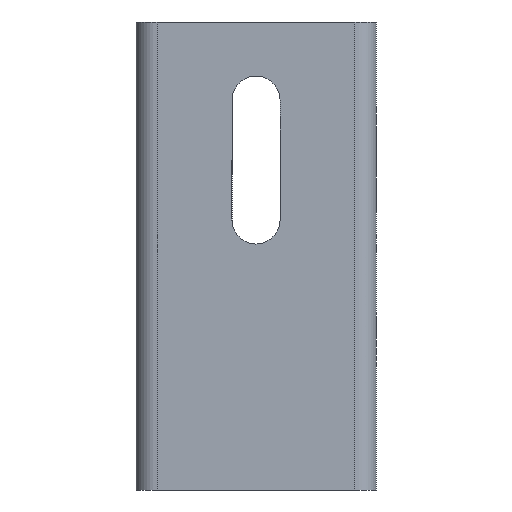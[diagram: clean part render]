
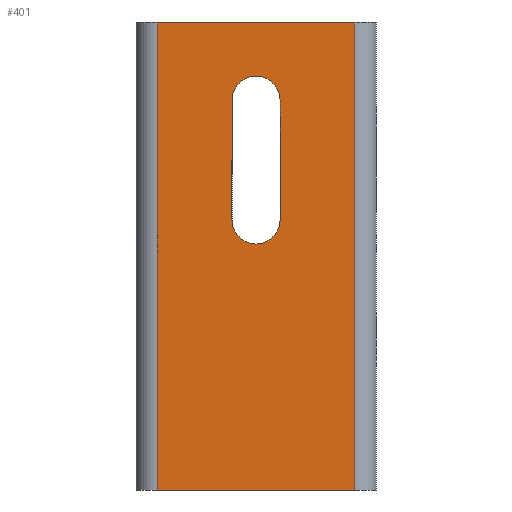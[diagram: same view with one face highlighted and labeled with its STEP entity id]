
A CAD part, left-side view. The second image highlights one B-rep face of the part: STEP entity #401.
In plain terms, the highlighted planar face has unit normal (-1, 0, 0).
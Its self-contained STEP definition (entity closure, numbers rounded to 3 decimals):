
#42 = CIRCLE ( 'NONE', #1233, 4. ) ;
#44 = ORIENTED_EDGE ( 'NONE', *, *, #1029, .T. ) ;
#76 = CARTESIAN_POINT ( 'NONE',  ( -20., 16.5, -55. ) ) ;
#83 = AXIS2_PLACEMENT_3D ( 'NONE', #1103, #1206, #1121 ) ;
#90 = VERTEX_POINT ( 'NONE', #1199 ) ;
#128 = FACE_BOUND ( 'NONE', #1169, .T. ) ;
#130 = EDGE_CURVE ( 'NONE', #926, #873, #42, .T. ) ;
#161 = CIRCLE ( 'NONE', #722, 4. ) ;
#168 = ORIENTED_EDGE ( 'NONE', *, *, #515, .T. ) ;
#175 = VERTEX_POINT ( 'NONE', #1241 ) ;
#183 = DIRECTION ( 'NONE',  ( 0., 0., 1. ) ) ;
#191 = VERTEX_POINT ( 'NONE', #756 ) ;
#193 = DIRECTION ( 'NONE',  ( 0., 1., 0. ) ) ;
#216 = DIRECTION ( 'NONE',  ( 1., 0., 0. ) ) ;
#239 = DIRECTION ( 'NONE',  ( 0., 1., 0. ) ) ;
#248 = LINE ( 'NONE', #624, #1129 ) ;
#249 = LINE ( 'NONE', #1197, #620 ) ;
#270 = AXIS2_PLACEMENT_3D ( 'NONE', #398, #572, #481 ) ;
#324 = CARTESIAN_POINT ( 'NONE',  ( -20., 0., 10. ) ) ;
#338 = CARTESIAN_POINT ( 'NONE',  ( -20., 0., -14. ) ) ;
#349 = EDGE_CURVE ( 'NONE', #90, #425, #385, .T. ) ;
#351 = CARTESIAN_POINT ( 'NONE',  ( -20., -4., -10. ) ) ;
#360 = ORIENTED_EDGE ( 'NONE', *, *, #574, .T. ) ;
#364 = ORIENTED_EDGE ( 'NONE', *, *, #450, .F. ) ;
#375 = DIRECTION ( 'NONE',  ( 0., 0., -1. ) ) ;
#381 = VECTOR ( 'NONE', #836, 1000. ) ;
#385 = LINE ( 'NONE', #76, #1084 ) ;
#398 = CARTESIAN_POINT ( 'NONE',  ( -20., 16.5, -55. ) ) ;
#401 = ADVANCED_FACE ( 'NONE', ( #128, #413 ), #807, .F. ) ;
#413 = FACE_OUTER_BOUND ( 'NONE', #952, .T. ) ;
#424 = VECTOR ( 'NONE', #375, 1000. ) ;
#425 = VERTEX_POINT ( 'NONE', #677 ) ;
#450 = EDGE_CURVE ( 'NONE', #1253, #90, #249, .T. ) ;
#481 = DIRECTION ( 'NONE',  ( 0., 0., -1. ) ) ;
#492 = VERTEX_POINT ( 'NONE', #797 ) ;
#509 = DIRECTION ( 'NONE',  ( 0., 0., -1. ) ) ;
#515 = EDGE_CURVE ( 'NONE', #492, #175, #161, .T. ) ;
#518 = CARTESIAN_POINT ( 'NONE',  ( -20., -16.5, -55. ) ) ;
#571 = ORIENTED_EDGE ( 'NONE', *, *, #130, .T. ) ;
#572 = DIRECTION ( 'NONE',  ( 1., 0., 0. ) ) ;
#574 = EDGE_CURVE ( 'NONE', #873, #590, #634, .T. ) ;
#590 = VERTEX_POINT ( 'NONE', #1224 ) ;
#620 = VECTOR ( 'NONE', #193, 1000. ) ;
#624 = CARTESIAN_POINT ( 'NONE',  ( -20., 16.5, 23. ) ) ;
#634 = CIRCLE ( 'NONE', #83, 4. ) ;
#673 = EDGE_CURVE ( 'NONE', #191, #425, #248, .T. ) ;
#677 = CARTESIAN_POINT ( 'NONE',  ( -20., 16.5, 23. ) ) ;
#686 = LINE ( 'NONE', #1286, #424 ) ;
#722 = AXIS2_PLACEMENT_3D ( 'NONE', #324, #216, #509 ) ;
#725 = ORIENTED_EDGE ( 'NONE', *, *, #865, .T. ) ;
#733 = CARTESIAN_POINT ( 'NONE',  ( -20., 0., -10. ) ) ;
#756 = CARTESIAN_POINT ( 'NONE',  ( -20., -16.5, 23. ) ) ;
#772 = VECTOR ( 'NONE', #972, 1000. ) ;
#782 = ORIENTED_EDGE ( 'NONE', *, *, #349, .F. ) ;
#797 = CARTESIAN_POINT ( 'NONE',  ( -20., 4., 10. ) ) ;
#801 = CARTESIAN_POINT ( 'NONE',  ( -20., -16.5, -55. ) ) ;
#807 = PLANE ( 'NONE',  #270 ) ;
#831 = DIRECTION ( 'NONE',  ( 0., 0., -1. ) ) ;
#836 = DIRECTION ( 'NONE',  ( 0., 0., 1. ) ) ;
#852 = ORIENTED_EDGE ( 'NONE', *, *, #1134, .T. ) ;
#865 = EDGE_CURVE ( 'NONE', #1253, #191, #935, .T. ) ;
#872 = ORIENTED_EDGE ( 'NONE', *, *, #673, .T. ) ;
#873 = VERTEX_POINT ( 'NONE', #338 ) ;
#926 = VERTEX_POINT ( 'NONE', #351 ) ;
#935 = LINE ( 'NONE', #518, #381 ) ;
#952 = EDGE_LOOP ( 'NONE', ( #872, #782, #364, #725 ) ) ;
#972 = DIRECTION ( 'NONE',  ( 0., 0., 1. ) ) ;
#1029 = EDGE_CURVE ( 'NONE', #590, #492, #1272, .T. ) ;
#1031 = DIRECTION ( 'NONE',  ( 1., 0., 0. ) ) ;
#1084 = VECTOR ( 'NONE', #183, 1000. ) ;
#1103 = CARTESIAN_POINT ( 'NONE',  ( -20., 0., -10. ) ) ;
#1121 = DIRECTION ( 'NONE',  ( 0., 0., -1. ) ) ;
#1129 = VECTOR ( 'NONE', #239, 1000. ) ;
#1134 = EDGE_CURVE ( 'NONE', #175, #926, #686, .T. ) ;
#1169 = EDGE_LOOP ( 'NONE', ( #852, #571, #360, #44, #168 ) ) ;
#1197 = CARTESIAN_POINT ( 'NONE',  ( -20., 16.5, -55. ) ) ;
#1199 = CARTESIAN_POINT ( 'NONE',  ( -20., 16.5, -55. ) ) ;
#1206 = DIRECTION ( 'NONE',  ( 1., 0., 0. ) ) ;
#1224 = CARTESIAN_POINT ( 'NONE',  ( -20., 4., -10. ) ) ;
#1233 = AXIS2_PLACEMENT_3D ( 'NONE', #733, #1031, #831 ) ;
#1241 = CARTESIAN_POINT ( 'NONE',  ( -20., -4., 10. ) ) ;
#1253 = VERTEX_POINT ( 'NONE', #801 ) ;
#1272 = LINE ( 'NONE', #1275, #772 ) ;
#1275 = CARTESIAN_POINT ( 'NONE',  ( -20., 4., -10. ) ) ;
#1286 = CARTESIAN_POINT ( 'NONE',  ( -20., -4., -10. ) ) ;
